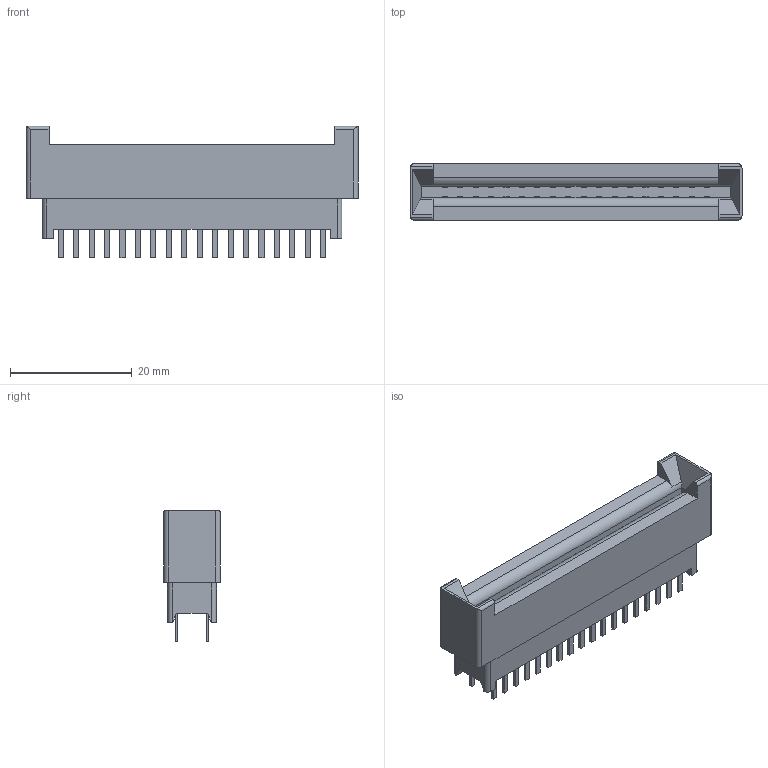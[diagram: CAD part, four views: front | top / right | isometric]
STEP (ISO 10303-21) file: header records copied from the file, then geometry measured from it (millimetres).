
FILE_DESCRIPTION((''),'2;1');
FILE_NAME('C-1761786-1','2019-03-08T06:36:52',('workeradm'),('TE Connectivity Ltd.'),'CREO PARAMETRIC BY PTC INC, 2018190','CREO PARAMETRIC BY PTC INC, 2018190','');
FILE_SCHEMA(('AUTOMOTIVE_DESIGN { 1 0 10303 214 1 1 1 1 }'));
Length unit declared in the file: millimetre
Products named in the file (1): C-1761786-1
Bounding box: 54.61 x 9.35 x 21.59 mm (x, y, z)
Volume: 5977.4 mm3; surface area: 4063.5 mm2
Topology: 1 solids, 1 shells, 355 faces, 828 edges, 548 vertices
Faces by surface type: plane 293, cylinder 58, torus 4
Entity records: 10070 total; most frequent: CARTESIAN_POINT 1773, ORIENTED_EDGE 1656, DIRECTION 1646, EDGE_CURVE 828, VECTOR 704, LINE 704, VERTEX_POINT 548, AXIS2_PLACEMENT_3D 471
